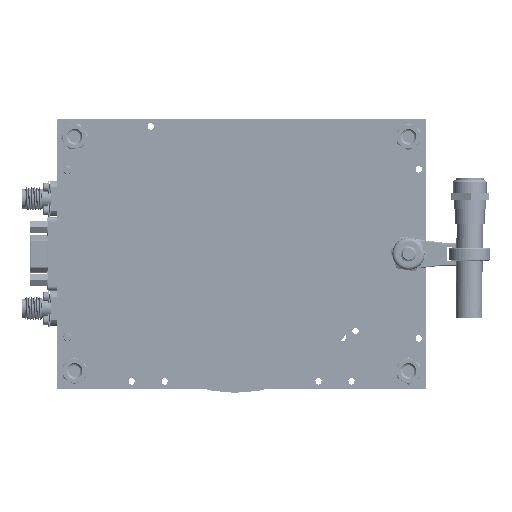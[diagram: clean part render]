
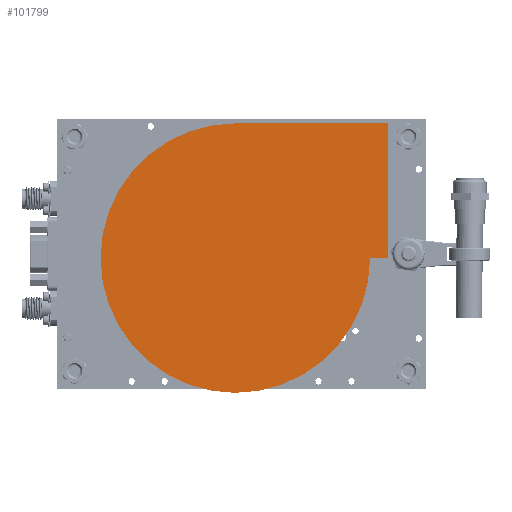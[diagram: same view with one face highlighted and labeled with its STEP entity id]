
A CAD part, front view. The second image highlights one B-rep face of the part: STEP entity #101799.
In plain terms, the highlighted planar face has unit normal (0, -1, 0).
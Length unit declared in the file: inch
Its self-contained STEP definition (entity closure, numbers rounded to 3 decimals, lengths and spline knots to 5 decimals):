
#2440 = EDGE_CURVE ( 'NONE', #110308, #118705, #28515, .T. ) ;
#3153 = CARTESIAN_POINT ( 'NONE',  ( 0., -0.62, 0. ) ) ;
#4548 = EDGE_CURVE ( 'NONE', #45962, #38250, #84309, .T. ) ;
#6674 = AXIS2_PLACEMENT_3D ( 'NONE', #3153, #59138, #104115 ) ;
#9857 = ORIENTED_EDGE ( 'NONE', *, *, #35838, .T. ) ;
#10365 = ORIENTED_EDGE ( 'NONE', *, *, #4548, .F. ) ;
#10601 = PLANE ( 'NONE',  #81847 ) ;
#17663 = VECTOR ( 'NONE', #41722, 39.37008 ) ;
#22034 = EDGE_LOOP ( 'NONE', ( #10365, #9857, #110908, #64895 ) ) ;
#28515 = LINE ( 'NONE', #86680, #17663 ) ;
#29013 = CARTESIAN_POINT ( 'NONE',  ( 0., -0.62, 0. ) ) ;
#30351 = VECTOR ( 'NONE', #120417, 39.37008 ) ;
#35838 = EDGE_CURVE ( 'NONE', #45962, #110308, #75349, .T. ) ;
#36009 = EDGE_CURVE ( 'NONE', #118705, #38250, #94447, .T. ) ;
#38250 = VERTEX_POINT ( 'NONE', #115613 ) ;
#40602 = CARTESIAN_POINT ( 'NONE',  ( 1.4375, -0.62, 0. ) ) ;
#41722 = DIRECTION ( 'NONE',  ( 0., 0., 1. ) ) ;
#45962 = VERTEX_POINT ( 'NONE', #40602 ) ;
#50179 = DIRECTION ( 'NONE',  ( -1., 0., 0. ) ) ;
#54099 = CARTESIAN_POINT ( 'NONE',  ( 0., -0.62, 0. ) ) ;
#59138 = DIRECTION ( 'NONE',  ( 0., 1., 0. ) ) ;
#64895 = ORIENTED_EDGE ( 'NONE', *, *, #36009, .T. ) ;
#75349 = LINE ( 'NONE', #29013, #30351 ) ;
#78010 = CARTESIAN_POINT ( 'NONE',  ( 1.625, -0.62, 0. ) ) ;
#81847 = AXIS2_PLACEMENT_3D ( 'NONE', #54099, #90200, #89472 ) ;
#84309 = CIRCLE ( 'NONE', #6674, 1.4375 ) ;
#86680 = CARTESIAN_POINT ( 'NONE',  ( 1.625, -0.62, 1.4375 ) ) ;
#89472 = DIRECTION ( 'NONE',  ( 0., 0., 1. ) ) ;
#90200 = DIRECTION ( 'NONE',  ( 0., 1., 0. ) ) ;
#94447 = LINE ( 'NONE', #126930, #116057 ) ;
#101799 = ADVANCED_FACE ( 'NONE', ( #111633 ), #10601, .F. ) ;
#104115 = DIRECTION ( 'NONE',  ( 0., 0., 1. ) ) ;
#110308 = VERTEX_POINT ( 'NONE', #78010 ) ;
#110908 = ORIENTED_EDGE ( 'NONE', *, *, #2440, .T. ) ;
#111633 = FACE_OUTER_BOUND ( 'NONE', #22034, .T. ) ;
#115613 = CARTESIAN_POINT ( 'NONE',  ( 0., -0.62, 1.4375 ) ) ;
#116057 = VECTOR ( 'NONE', #50179, 39.37008 ) ;
#118705 = VERTEX_POINT ( 'NONE', #136768 ) ;
#120417 = DIRECTION ( 'NONE',  ( 1., 0., 0. ) ) ;
#126930 = CARTESIAN_POINT ( 'NONE',  ( 0., -0.62, 1.4375 ) ) ;
#136768 = CARTESIAN_POINT ( 'NONE',  ( 1.625, -0.62, 1.4375 ) ) ;
